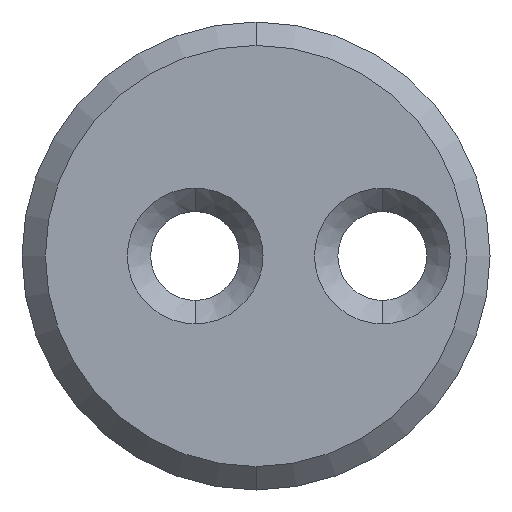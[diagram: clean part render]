
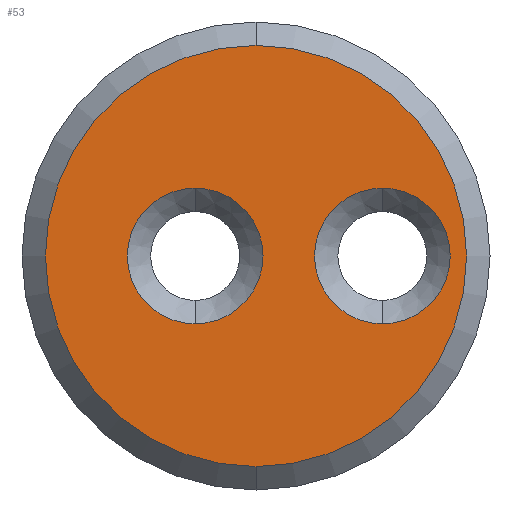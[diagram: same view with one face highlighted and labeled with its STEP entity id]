
A CAD part, front view. The second image highlights one B-rep face of the part: STEP entity #53.
In plain terms, the highlighted planar face has unit normal (0, -1, 0).
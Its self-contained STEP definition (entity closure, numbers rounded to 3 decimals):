
#16 = EDGE_CURVE ( 'NONE', #317, #123, #577, .T. ) ;
#24 = AXIS2_PLACEMENT_3D ( 'NONE', #424, #415, #183 ) ;
#47 = DIRECTION ( 'NONE',  ( 0., 1., 0. ) ) ;
#53 = ADVANCED_FACE ( 'NONE', ( #471, #94, #578 ), #137, .F. ) ;
#59 = DIRECTION ( 'NONE',  ( 0., 0., 1. ) ) ;
#64 = CARTESIAN_POINT ( 'NONE',  ( 2.7, 0., 0. ) ) ;
#65 = CARTESIAN_POINT ( 'NONE',  ( 2.7, 0., 0. ) ) ;
#81 = ORIENTED_EDGE ( 'NONE', *, *, #541, .T. ) ;
#86 = AXIS2_PLACEMENT_3D ( 'NONE', #93, #373, #435 ) ;
#93 = CARTESIAN_POINT ( 'NONE',  ( 0., 0., 0. ) ) ;
#94 = FACE_BOUND ( 'NONE', #127, .T. ) ;
#95 = DIRECTION ( 'NONE',  ( 0., -1., 0. ) ) ;
#105 = CARTESIAN_POINT ( 'NONE',  ( -1.3, 0., -1.45 ) ) ;
#123 = VERTEX_POINT ( 'NONE', #105 ) ;
#125 = AXIS2_PLACEMENT_3D ( 'NONE', #65, #222, #181 ) ;
#127 = EDGE_LOOP ( 'NONE', ( #295, #209 ) ) ;
#135 = AXIS2_PLACEMENT_3D ( 'NONE', #418, #617, #323 ) ;
#137 = PLANE ( 'NONE',  #24 ) ;
#181 = DIRECTION ( 'NONE',  ( 0., 0., 1. ) ) ;
#183 = DIRECTION ( 'NONE',  ( 0., 0., 1. ) ) ;
#196 = CIRCLE ( 'NONE', #505, 1.45 ) ;
#209 = ORIENTED_EDGE ( 'NONE', *, *, #299, .T. ) ;
#214 = EDGE_LOOP ( 'NONE', ( #81, #365 ) ) ;
#220 = CIRCLE ( 'NONE', #86, 4.5 ) ;
#222 = DIRECTION ( 'NONE',  ( 0., 1., 0. ) ) ;
#239 = CARTESIAN_POINT ( 'NONE',  ( 2.7, 0., -1.45 ) ) ;
#245 = CARTESIAN_POINT ( 'NONE',  ( -1.3, 0., 0. ) ) ;
#279 = ORIENTED_EDGE ( 'NONE', *, *, #549, .T. ) ;
#295 = ORIENTED_EDGE ( 'NONE', *, *, #614, .T. ) ;
#299 = EDGE_CURVE ( 'NONE', #382, #557, #411, .T. ) ;
#317 = VERTEX_POINT ( 'NONE', #354 ) ;
#323 = DIRECTION ( 'NONE',  ( 0., 0., 1. ) ) ;
#337 = VERTEX_POINT ( 'NONE', #359 ) ;
#354 = CARTESIAN_POINT ( 'NONE',  ( -1.3, 0., 1.45 ) ) ;
#359 = CARTESIAN_POINT ( 'NONE',  ( 0., 0., -4.5 ) ) ;
#365 = ORIENTED_EDGE ( 'NONE', *, *, #16, .T. ) ;
#373 = DIRECTION ( 'NONE',  ( 0., -1., 0. ) ) ;
#379 = CIRCLE ( 'NONE', #462, 1.45 ) ;
#380 = DIRECTION ( 'NONE',  ( 0., 0., 1. ) ) ;
#382 = VERTEX_POINT ( 'NONE', #453 ) ;
#411 = CIRCLE ( 'NONE', #125, 1.45 ) ;
#415 = DIRECTION ( 'NONE',  ( 0., 1., 0. ) ) ;
#418 = CARTESIAN_POINT ( 'NONE',  ( -1.3, 0., 0. ) ) ;
#421 = CARTESIAN_POINT ( 'NONE',  ( 0., 0., 0. ) ) ;
#424 = CARTESIAN_POINT ( 'NONE',  ( 0., 0., 0. ) ) ;
#430 = DIRECTION ( 'NONE',  ( 0., 0., 1. ) ) ;
#435 = DIRECTION ( 'NONE',  ( 0., 0., 1. ) ) ;
#447 = EDGE_LOOP ( 'NONE', ( #607, #279 ) ) ;
#453 = CARTESIAN_POINT ( 'NONE',  ( 2.7, 0., 1.45 ) ) ;
#462 = AXIS2_PLACEMENT_3D ( 'NONE', #64, #488, #59 ) ;
#470 = CARTESIAN_POINT ( 'NONE',  ( 0., 0., 4.5 ) ) ;
#471 = FACE_BOUND ( 'NONE', #214, .T. ) ;
#473 = EDGE_CURVE ( 'NONE', #602, #337, #526, .T. ) ;
#488 = DIRECTION ( 'NONE',  ( 0., 1., 0. ) ) ;
#505 = AXIS2_PLACEMENT_3D ( 'NONE', #245, #47, #430 ) ;
#526 = CIRCLE ( 'NONE', #610, 4.5 ) ;
#541 = EDGE_CURVE ( 'NONE', #123, #317, #196, .T. ) ;
#549 = EDGE_CURVE ( 'NONE', #337, #602, #220, .T. ) ;
#557 = VERTEX_POINT ( 'NONE', #239 ) ;
#577 = CIRCLE ( 'NONE', #135, 1.45 ) ;
#578 = FACE_OUTER_BOUND ( 'NONE', #447, .T. ) ;
#602 = VERTEX_POINT ( 'NONE', #470 ) ;
#607 = ORIENTED_EDGE ( 'NONE', *, *, #473, .T. ) ;
#610 = AXIS2_PLACEMENT_3D ( 'NONE', #421, #95, #380 ) ;
#614 = EDGE_CURVE ( 'NONE', #557, #382, #379, .T. ) ;
#617 = DIRECTION ( 'NONE',  ( 0., 1., 0. ) ) ;
